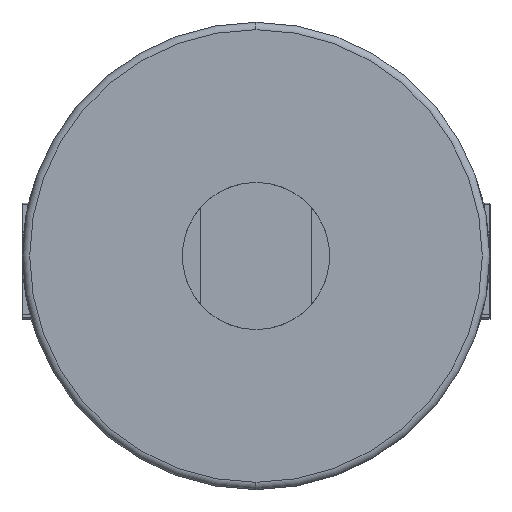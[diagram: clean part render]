
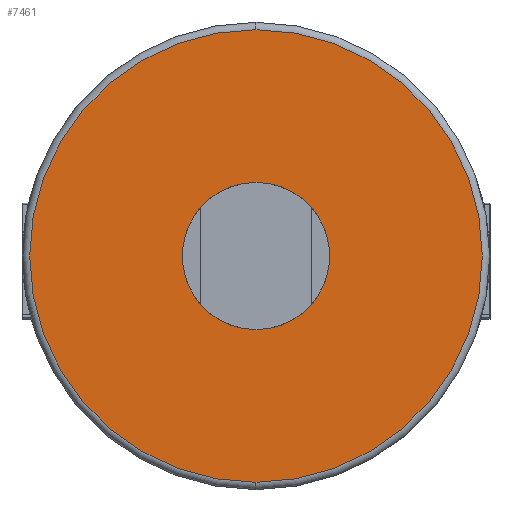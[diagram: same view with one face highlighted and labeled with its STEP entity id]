
A CAD part, left-side view. The second image highlights one B-rep face of the part: STEP entity #7461.
In plain terms, the highlighted planar face has unit normal (-1, 0, 0).
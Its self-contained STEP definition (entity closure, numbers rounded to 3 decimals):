
#278 = EDGE_LOOP ( 'NONE', ( #6395, #1867 ) ) ;
#323 = DIRECTION ( 'NONE',  ( -1., 0., 0. ) ) ;
#493 = PLANE ( 'NONE',  #2921 ) ;
#513 = CARTESIAN_POINT ( 'NONE',  ( -82.5, 0., 0. ) ) ;
#786 = CARTESIAN_POINT ( 'NONE',  ( -82.5, 0., 30.75 ) ) ;
#912 = FACE_BOUND ( 'NONE', #278, .T. ) ;
#1671 = DIRECTION ( 'NONE',  ( 0., 0., 1. ) ) ;
#1867 = ORIENTED_EDGE ( 'NONE', *, *, #12504, .F. ) ;
#1922 = DIRECTION ( 'NONE',  ( -1., 0., 0. ) ) ;
#2662 = DIRECTION ( 'NONE',  ( -1., 0., 0. ) ) ;
#2780 = VERTEX_POINT ( 'NONE', #7802 ) ;
#2881 = DIRECTION ( 'NONE',  ( -1., 0., 0. ) ) ;
#2921 = AXIS2_PLACEMENT_3D ( 'NONE', #9854, #2881, #11006 ) ;
#3215 = CARTESIAN_POINT ( 'NONE',  ( -82.5, 0., -30.75 ) ) ;
#3269 = CIRCLE ( 'NONE', #13742, 10. ) ;
#3315 = VERTEX_POINT ( 'NONE', #786 ) ;
#3848 = EDGE_CURVE ( 'NONE', #14091, #2780, #3269, .T. ) ;
#4228 = AXIS2_PLACEMENT_3D ( 'NONE', #8886, #1922, #10076 ) ;
#5140 = EDGE_LOOP ( 'NONE', ( #11187, #7888 ) ) ;
#6395 = ORIENTED_EDGE ( 'NONE', *, *, #3848, .F. ) ;
#6843 = AXIS2_PLACEMENT_3D ( 'NONE', #7275, #323, #8450 ) ;
#7075 = CIRCLE ( 'NONE', #9296, 10. ) ;
#7275 = CARTESIAN_POINT ( 'NONE',  ( -82.5, 0., 0. ) ) ;
#7461 = ADVANCED_FACE ( 'NONE', ( #10196, #912 ), #493, .T. ) ;
#7512 = CARTESIAN_POINT ( 'NONE',  ( -82.5, 0., -10. ) ) ;
#7802 = CARTESIAN_POINT ( 'NONE',  ( -82.5, 0., 10. ) ) ;
#7888 = ORIENTED_EDGE ( 'NONE', *, *, #13958, .T. ) ;
#8450 = DIRECTION ( 'NONE',  ( 0., 0., 1. ) ) ;
#8647 = DIRECTION ( 'NONE',  ( -1., 0., 0. ) ) ;
#8886 = CARTESIAN_POINT ( 'NONE',  ( -82.5, 0., 0. ) ) ;
#9296 = AXIS2_PLACEMENT_3D ( 'NONE', #9626, #2662, #10787 ) ;
#9626 = CARTESIAN_POINT ( 'NONE',  ( -82.5, 0., 0. ) ) ;
#9854 = CARTESIAN_POINT ( 'NONE',  ( -82.5, 31.75, 0. ) ) ;
#10076 = DIRECTION ( 'NONE',  ( 0., 0., 1. ) ) ;
#10196 = FACE_OUTER_BOUND ( 'NONE', #5140, .T. ) ;
#10221 = CIRCLE ( 'NONE', #4228, 30.75 ) ;
#10787 = DIRECTION ( 'NONE',  ( 0., 0., 1. ) ) ;
#10920 = VERTEX_POINT ( 'NONE', #3215 ) ;
#11006 = DIRECTION ( 'NONE',  ( 0., 0., 1. ) ) ;
#11187 = ORIENTED_EDGE ( 'NONE', *, *, #14190, .T. ) ;
#12504 = EDGE_CURVE ( 'NONE', #2780, #14091, #7075, .T. ) ;
#13742 = AXIS2_PLACEMENT_3D ( 'NONE', #513, #8647, #1671 ) ;
#13958 = EDGE_CURVE ( 'NONE', #10920, #3315, #15094, .T. ) ;
#14091 = VERTEX_POINT ( 'NONE', #7512 ) ;
#14190 = EDGE_CURVE ( 'NONE', #3315, #10920, #10221, .T. ) ;
#15094 = CIRCLE ( 'NONE', #6843, 30.75 ) ;
